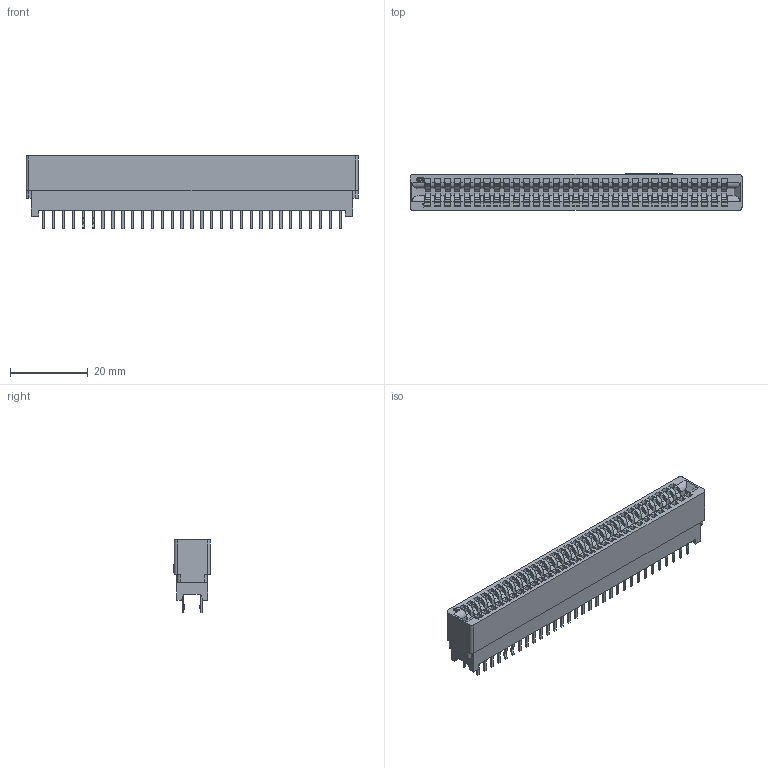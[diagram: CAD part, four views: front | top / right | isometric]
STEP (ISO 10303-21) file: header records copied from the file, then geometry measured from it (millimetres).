
FILE_DESCRIPTION((''),'2;1');
FILE_NAME('C-5176138-2','2009-03-31T',('workeradm'),('Tyco Electronics Corporation'),'PRO/ENGINEER BY PARAMETRIC TECHNOLOGY CORPORATION, 2007390','PRO/ENGINEER BY PARAMETRIC TECHNOLOGY CORPORATION, 2007390','');
FILE_SCHEMA(('AUTOMOTIVE_DESIGN { 1 0 10303 214 1 1 1 1 }'));
Length unit declared in the file: millimetre
Products named in the file (1): C-5176138-2
Bounding box: 85.34 x 9.47 x 18.8 mm (x, y, z)
Volume: 7805 mm3; surface area: 10168.8 mm2
Topology: 1 solids, 1 shells, 1656 faces, 4556 edges, 3036 vertices
Faces by surface type: plane 1189, cylinder 465, extrusion 2
Entity records: 52557 total; most frequent: CARTESIAN_POINT 9309, ORIENTED_EDGE 9112, DIRECTION 8784, EDGE_CURVE 4556, VECTOR 3624, LINE 3622, VERTEX_POINT 3036, AXIS2_PLACEMENT_3D 2580
